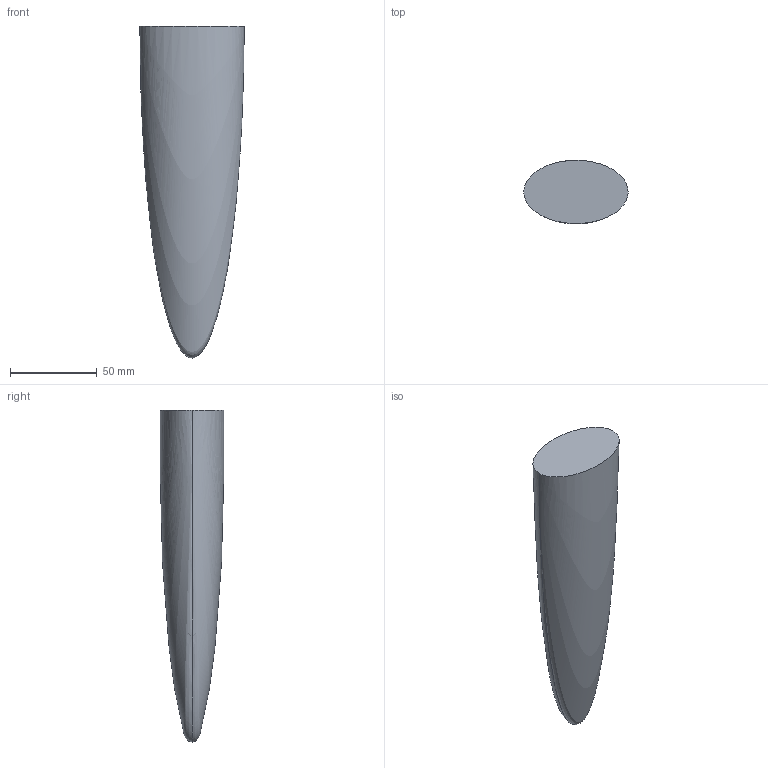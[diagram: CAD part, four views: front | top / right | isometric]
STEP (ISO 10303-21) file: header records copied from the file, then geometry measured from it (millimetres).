
FILE_DESCRIPTION (( 'STEP AP214' ), '1' );
FILE_NAME ('essai ogive.STEP', '2023-02-21T14:38:49', ( '' ), ( '' ), 'SwSTEP 2.0', 'SolidWorks 2021', '' );
FILE_SCHEMA (( 'AUTOMOTIVE_DESIGN' ));
Length unit declared in the file: millimetre
Products named in the file (1): essai ogive
Bounding box: 60 x 36.43 x 191.18 mm (x, y, z)
Volume: 218109.2 mm3; surface area: 25136.5 mm2
Topology: 1 solids, 1 shells, 3 faces, 7 edges, 2 vertices
Faces by surface type: bspline 2, plane 1
Entity records: 1808 total; most frequent: CARTESIAN_POINT 1740, ORIENTED_EDGE 6, DIRECTION 4, ADVANCED_FACE 3, EDGE_CURVE 3, EDGE_LOOP 3, UNCERTAINTY_MEASURE_WITH_UNIT 3, FACE_OUTER_BOUND 3
